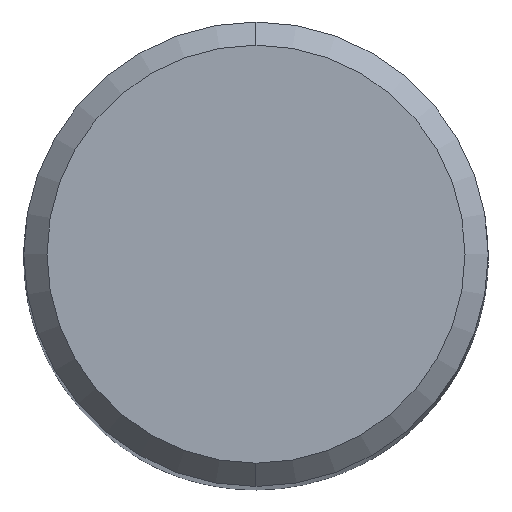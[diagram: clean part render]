
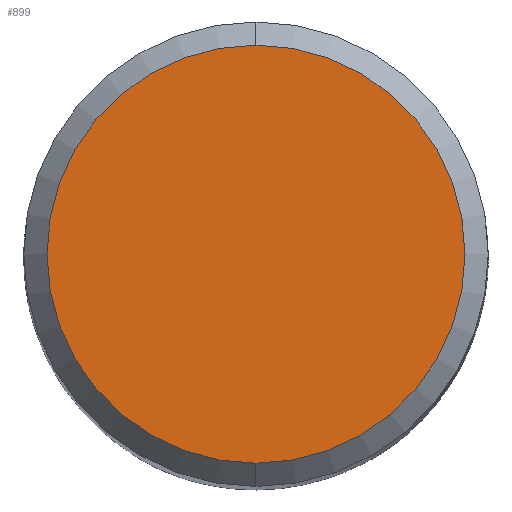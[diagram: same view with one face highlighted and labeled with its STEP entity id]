
A CAD part, top view. The second image highlights one B-rep face of the part: STEP entity #899.
In plain terms, the highlighted planar face has unit normal (0, 0, 1).
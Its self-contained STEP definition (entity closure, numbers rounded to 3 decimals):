
#753=VERTEX_POINT('',#1672);
#899=ADVANCED_FACE('',(#1830),#1831,.T.);
#949=EDGE_CURVE('',#753,#1255,#1883,.T.);
#1011=EDGE_CURVE('',#1255,#753,#1949,.T.);
#1255=VERTEX_POINT('',#2221);
#1672=CARTESIAN_POINT('',(0.0,7.2,0.0));
#1830=FACE_OUTER_BOUND('',#3661,.T.);
#1831=PLANE('',#3662);
#1883=CIRCLE('',#3773,7.2);
#1949=CIRCLE('',#3968,7.2);
#2221=CARTESIAN_POINT('',(0.,-7.2,0.0));
#3661=EDGE_LOOP('',(#5519,#5520));
#3662=AXIS2_PLACEMENT_3D('',#5521,#5522,#5523);
#3773=AXIS2_PLACEMENT_3D('',#5556,#5557,#5558);
#3968=AXIS2_PLACEMENT_3D('',#5602,#5603,#5604);
#5519=ORIENTED_EDGE('',*,*,#949,.F.);
#5520=ORIENTED_EDGE('',*,*,#1011,.F.);
#5521=CARTESIAN_POINT('',(0.0,3.6,0.0));
#5522=DIRECTION('',(-0.0,0.0,1.0));
#5523=DIRECTION('',(0.0,-1.0,0.0));
#5556=CARTESIAN_POINT('',(0.0,0.0,0.0));
#5557=DIRECTION('',(0.0,0.0,-1.0));
#5558=DIRECTION('',(0.0,1.0,0.0));
#5602=CARTESIAN_POINT('',(0.0,0.0,0.0));
#5603=DIRECTION('',(0.0,0.0,-1.0));
#5604=DIRECTION('',(0.0,1.0,0.0));
